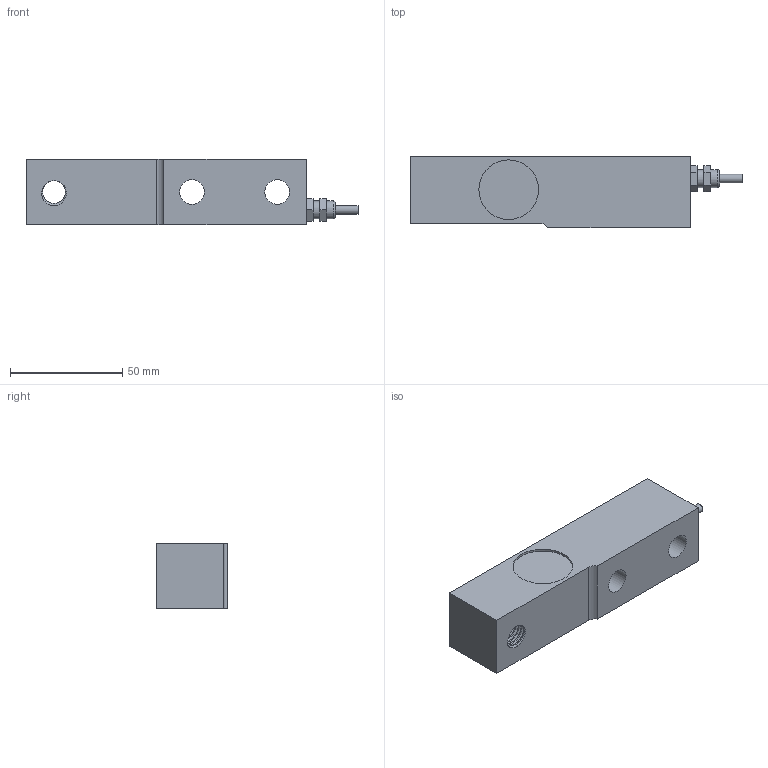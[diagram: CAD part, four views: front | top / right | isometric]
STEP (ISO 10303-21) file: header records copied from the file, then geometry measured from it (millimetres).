
FILE_DESCRIPTION(/* description */ (''),/* implementation_level */ '2;1');
FILE_NAME(/* name */ '563YHFK-(500-1000)kg v2.step',/* time_stamp */ '2020-02-06T09:08:24-08:00',/* author */ (''),/* organization */ (''),/* preprocessor_version */ 'ST-DEVELOPER v18',/* originating_system */ 'Autodesk Translation Framework v8.12.0.6',/* authorisation */ '');
FILE_SCHEMA (('AUTOMOTIVE_DESIGN { 1 0 10303 214 3 1 1 }'));
Length unit declared in the file: millimetre
Products named in the file (2): 563YHFK-(500-1000)kg; Connector v2
Assembly tree (1 placements, depth 2):
  563YHFK-(500-1000)kg
    Connector v2
Bounding box: 148.03 x 32 x 29 mm (x, y, z)
Volume: 103513.4 mm3; surface area: 21557.2 mm2
Topology: 2 solids, 2 shells, 82 faces, 205 edges, 134 vertices
Faces by surface type: cylinder 50, plane 28, bspline 2, torus 1, cone 1
Full cylindrical faces by diameter (mm): 3.8 x1, 8 x4, 10.274 x17, 11 x2, 12.226 x19, 26.6 x2
Entity records: 6478 total; most frequent: CARTESIAN_POINT 4585, ORIENTED_EDGE 408, DIRECTION 322, EDGE_CURVE 204, VERTEX_POINT 134, AXIS2_PLACEMENT_3D 111, LINE 100, VECTOR 100
